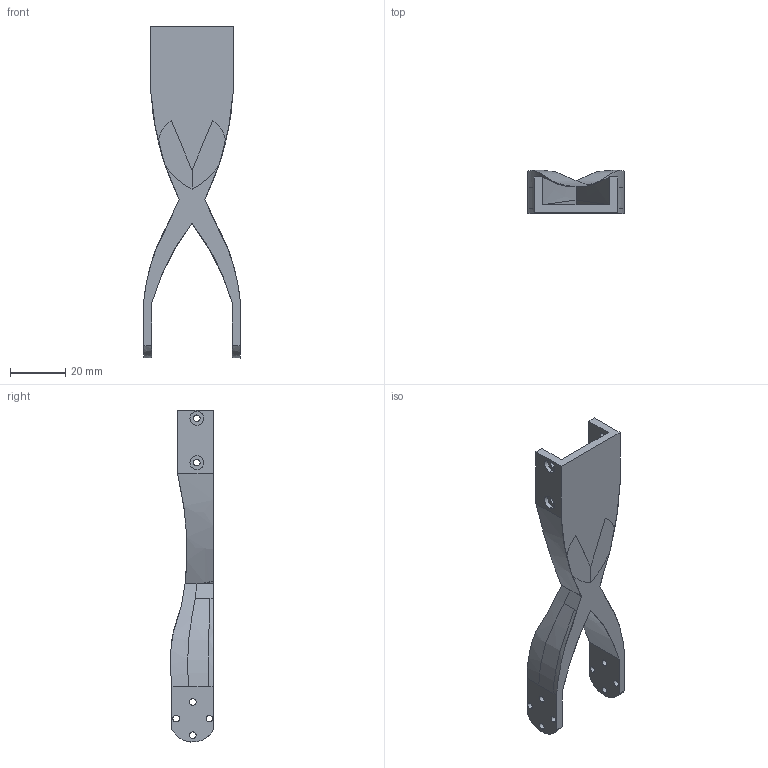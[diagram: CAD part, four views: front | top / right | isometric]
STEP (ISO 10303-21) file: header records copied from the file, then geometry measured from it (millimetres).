
FILE_DESCRIPTION (( 'STEP AP203' ), '1' );
FILE_NAME ('Leader_Shoulder_To_Elbow.STEP', '2024-09-05T20:24:09', ( '' ), ( '' ), 'SwSTEP 2.0', 'SolidWorks 2024', '' );
FILE_SCHEMA (( 'CONFIG_CONTROL_DESIGN' ));
Length unit declared in the file: millimetre
Products named in the file (1): Leader_Shoulder_To_Elbow
Bounding box: 35 x 15.53 x 119.97 mm (x, y, z)
Volume: 17441.1 mm3; surface area: 10914.3 mm2
Topology: 1 solids, 1 shells, 91 faces, 241 edges, 154 vertices
Faces by surface type: cylinder 32, bspline 27, plane 22, cone 10
Entity records: 3945 total; most frequent: CARTESIAN_POINT 1739, ORIENTED_EDGE 482, DIRECTION 367, EDGE_CURVE 241, VERTEX_POINT 154, AXIS2_PLACEMENT_3D 141, EDGE_LOOP 119, ADVANCED_FACE 91
